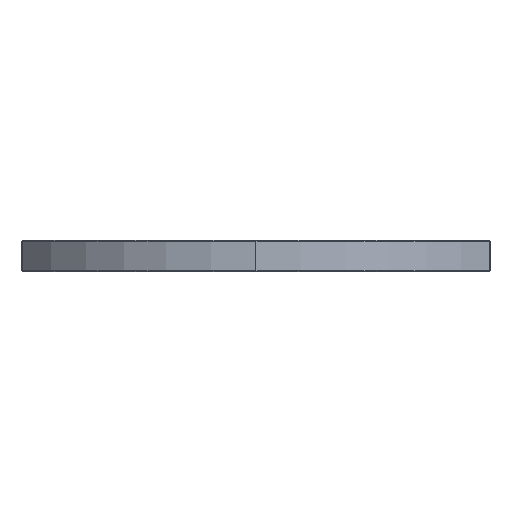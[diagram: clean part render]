
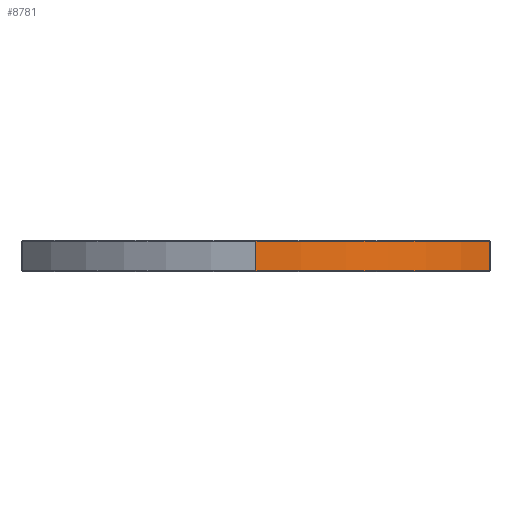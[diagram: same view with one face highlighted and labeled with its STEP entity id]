
A CAD part, left-side view. The second image highlights one B-rep face of the part: STEP entity #8781.
In plain terms, the highlighted cylindrical face has radius 46 mm (diameter 92 mm), a partial arc.
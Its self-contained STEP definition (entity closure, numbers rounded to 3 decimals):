
#29 = CYLINDRICAL_SURFACE ( 'NONE', #5314, 46. ) ;
#174 = DIRECTION ( 'NONE',  ( 0., 0., -1. ) ) ;
#262 = CARTESIAN_POINT ( 'NONE',  ( 0., 0., 5. ) ) ;
#589 = AXIS2_PLACEMENT_3D ( 'NONE', #4579, #8695, #5333 ) ;
#779 = DIRECTION ( 'NONE',  ( 0., 0., 1. ) ) ;
#849 = EDGE_CURVE ( 'NONE', #4665, #4454, #2817, .T. ) ;
#1320 = EDGE_CURVE ( 'NONE', #4454, #2270, #5582, .T. ) ;
#1464 = DIRECTION ( 'NONE',  ( 1., 0., 0. ) ) ;
#1545 = AXIS2_PLACEMENT_3D ( 'NONE', #4822, #6813, #1464 ) ;
#1672 = CIRCLE ( 'NONE', #589, 46. ) ;
#1689 = EDGE_CURVE ( 'NONE', #6406, #4665, #1672, .T. ) ;
#2270 = VERTEX_POINT ( 'NONE', #6034 ) ;
#2517 = VECTOR ( 'NONE', #5646, 1000. ) ;
#2663 = LINE ( 'NONE', #3461, #6172 ) ;
#2817 = LINE ( 'NONE', #8297, #2517 ) ;
#2977 = ORIENTED_EDGE ( 'NONE', *, *, #849, .T. ) ;
#3126 = CARTESIAN_POINT ( 'NONE',  ( -46., 0., 4.85 ) ) ;
#3461 = CARTESIAN_POINT ( 'NONE',  ( -26.68, -37.472, 5. ) ) ;
#4338 = DIRECTION ( 'NONE',  ( -1., 0., 0. ) ) ;
#4454 = VERTEX_POINT ( 'NONE', #6848 ) ;
#4470 = EDGE_CURVE ( 'NONE', #2270, #6406, #2663, .T. ) ;
#4579 = CARTESIAN_POINT ( 'NONE',  ( 0., 0., 4.85 ) ) ;
#4665 = VERTEX_POINT ( 'NONE', #3126 ) ;
#4822 = CARTESIAN_POINT ( 'NONE',  ( 0., 0., 0.15 ) ) ;
#5014 = FACE_OUTER_BOUND ( 'NONE', #6978, .T. ) ;
#5215 = ORIENTED_EDGE ( 'NONE', *, *, #1320, .T. ) ;
#5314 = AXIS2_PLACEMENT_3D ( 'NONE', #262, #174, #4338 ) ;
#5333 = DIRECTION ( 'NONE',  ( 1., 0., 0. ) ) ;
#5582 = CIRCLE ( 'NONE', #1545, 46. ) ;
#5646 = DIRECTION ( 'NONE',  ( 0., 0., -1. ) ) ;
#6034 = CARTESIAN_POINT ( 'NONE',  ( -26.68, -37.472, 0.15 ) ) ;
#6172 = VECTOR ( 'NONE', #779, 1000. ) ;
#6406 = VERTEX_POINT ( 'NONE', #7869 ) ;
#6813 = DIRECTION ( 'NONE',  ( 0., 0., 1. ) ) ;
#6822 = ORIENTED_EDGE ( 'NONE', *, *, #4470, .T. ) ;
#6848 = CARTESIAN_POINT ( 'NONE',  ( -46., 0., 0.15 ) ) ;
#6978 = EDGE_LOOP ( 'NONE', ( #8733, #2977, #5215, #6822 ) ) ;
#7869 = CARTESIAN_POINT ( 'NONE',  ( -26.68, -37.472, 4.85 ) ) ;
#8297 = CARTESIAN_POINT ( 'NONE',  ( -46., 0., 5. ) ) ;
#8695 = DIRECTION ( 'NONE',  ( 0., 0., -1. ) ) ;
#8733 = ORIENTED_EDGE ( 'NONE', *, *, #1689, .T. ) ;
#8781 = ADVANCED_FACE ( 'NONE', ( #5014 ), #29, .T. ) ;
